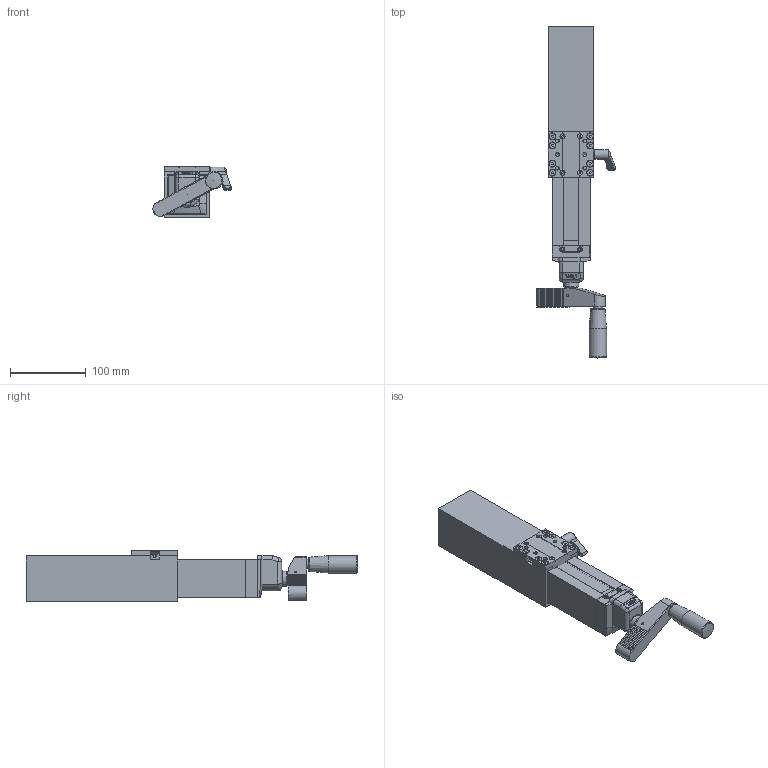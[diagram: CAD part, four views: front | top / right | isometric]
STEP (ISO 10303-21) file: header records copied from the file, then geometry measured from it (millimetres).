
FILE_DESCRIPTION(/* description */ ('Unknown'),/* implementation_level */ '2;1');
FILE_NAME(/* name */ 'Teleskopauszug50',/* time_stamp */ '2020-03-29T07:11:45+02:00',/* author */ ('Unknown'),/* organization */ ('Unknown'),/* preprocessor_version */ 'ST-DEVELOPER v16.7',/* originating_system */ 'Solid Edge',/* authorisation */ 'Unknown');
FILE_SCHEMA (('AUTOMOTIVE_DESIGN {1 0 10303 214 3 1 1}'));
Products named in the file (7): 6-Teleskop50-SchlittenPA-dy; Profil-50-200lg-dy; A-0000125-Flanschlager50-Stirnseite-dy; A-0000127-Siko-Adapterplatte-50-dy; A-0000162-Schlitten50-Teleskop-dy; A-0000134-Führung50-Teleskop-PA12-dy; Rohr4kt-Teleskop50-dy
Assembly tree (6 placements, depth 2):
  6-Teleskop50-SchlittenPA-dy
    Profil-50-200lg-dy
    A-0000125-Flanschlager50-Stirnseite-dy
    A-0000127-Siko-Adapterplatte-50-dy
    A-0000162-Schlitten50-Teleskop-dy
    A-0000134-Führung50-Teleskop-PA12-dy
    Rohr4kt-Teleskop50-dy
Bounding box: 103.24 x 439.05 x 67 mm (x, y, z)
Volume: 692867.1 mm3; surface area: 258406.7 mm2
Topology: 17 solids, 17 shells, 1864 faces, 4926 edges, 3199 vertices
Faces by surface type: plane 1248, cylinder 328, cone 147, bspline 88, torus 42, sphere 11
Full cylindrical faces by diameter (mm): 1.7 x2, 2.459 x2, 3 x5, 3.2 x4, 3.242 x8, 3.3 x2, 4 x9, 4.134 x1, 4.3 x8, 4.5 x1, 4.917 x20, 5 x6, 5.3 x2, 5.5 x5, 5.6 x2, 5.8 x4, 6 x13, 6.3 x4, 6.4 x4, 8 x1, 8.3 x1, 10 x9, 11 x4, 12 x3, 13 x1, 13.024 x1, 14 x1, 16 x1, 17 x2, 17.3 x2
Entity records: 73891 total; most frequent: CARTESIAN_POINT 19135, ORIENTED_EDGE 9076, DIRECTION 8624, EDGE_CURVE 4538, LINE 3236, VECTOR 3236, VERTEX_POINT 3093, AXIS2_PLACEMENT_3D 2694
